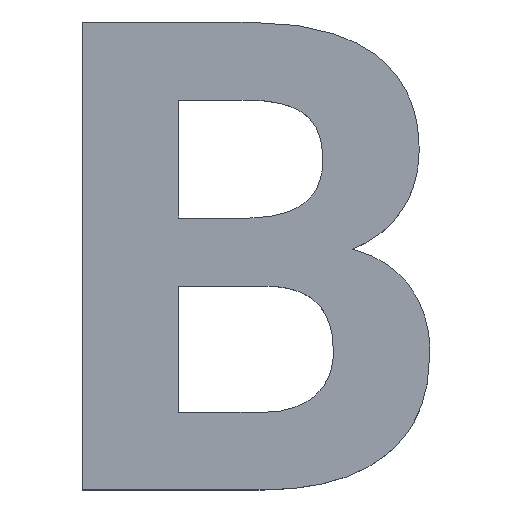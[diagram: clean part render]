
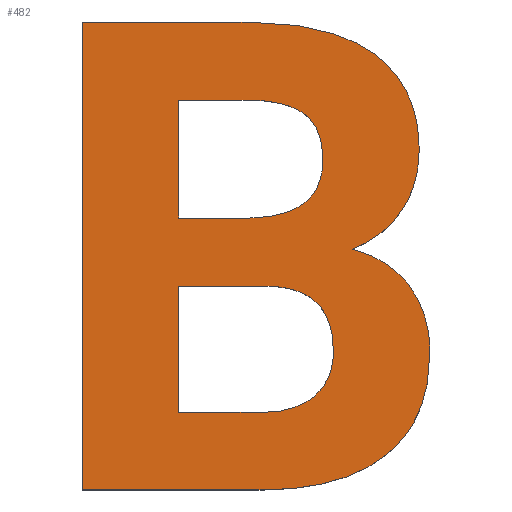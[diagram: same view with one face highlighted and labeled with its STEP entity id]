
A CAD part, top view. The second image highlights one B-rep face of the part: STEP entity #482.
In plain terms, the highlighted planar face has unit normal (0, 0, 1).
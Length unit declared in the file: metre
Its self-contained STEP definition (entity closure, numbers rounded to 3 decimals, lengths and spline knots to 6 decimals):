
#12=CIRCLE('',#504,0.001196);
#15=B_SPLINE_CURVE_WITH_KNOTS('',2,(#611,#612,#613),.UNSPECIFIED.,.F.,.F.,
(3,3),(0.,1.),.PIECEWISE_BEZIER_KNOTS.);
#17=B_SPLINE_CURVE_WITH_KNOTS('',2,(#628,#629,#630),.UNSPECIFIED.,.F.,.F.,
(3,3),(0.,1.),.PIECEWISE_BEZIER_KNOTS.);
#19=B_SPLINE_CURVE_WITH_KNOTS('',2,(#660,#661,#662),.UNSPECIFIED.,.F.,.F.,
(3,3),(0.,1.),.PIECEWISE_BEZIER_KNOTS.);
#21=B_SPLINE_CURVE_WITH_KNOTS('',2,(#677,#678,#679),.UNSPECIFIED.,.F.,.F.,
(3,3),(0.,1.),.PIECEWISE_BEZIER_KNOTS.);
#23=B_SPLINE_CURVE_WITH_KNOTS('',2,(#694,#695,#696),.UNSPECIFIED.,.F.,.F.,
(3,3),(0.,1.),.PIECEWISE_BEZIER_KNOTS.);
#25=B_SPLINE_CURVE_WITH_KNOTS('',2,(#726,#727,#728),.UNSPECIFIED.,.F.,.F.,
(3,3),(0.,1.),.PIECEWISE_BEZIER_KNOTS.);
#27=B_SPLINE_CURVE_WITH_KNOTS('',2,(#743,#744,#745),.UNSPECIFIED.,.F.,.F.,
(3,3),(0.,1.),.PIECEWISE_BEZIER_KNOTS.);
#29=B_SPLINE_CURVE_WITH_KNOTS('',2,(#760,#761,#762),.UNSPECIFIED.,.F.,.F.,
(3,3),(0.,1.),.PIECEWISE_BEZIER_KNOTS.);
#31=B_SPLINE_CURVE_WITH_KNOTS('',2,(#777,#778,#779),.UNSPECIFIED.,.F.,.F.,
(3,3),(0.,1.),.PIECEWISE_BEZIER_KNOTS.);
#33=B_SPLINE_CURVE_WITH_KNOTS('',2,(#800,#801,#802),.UNSPECIFIED.,.F.,.F.,
(3,3),(0.,1.),.PIECEWISE_BEZIER_KNOTS.);
#35=B_SPLINE_CURVE_WITH_KNOTS('',2,(#817,#818,#819),.UNSPECIFIED.,.F.,.F.,
(3,3),(0.,1.),.PIECEWISE_BEZIER_KNOTS.);
#37=B_SPLINE_CURVE_WITH_KNOTS('',2,(#834,#835,#836),.UNSPECIFIED.,.F.,.F.,
(3,3),(0.,1.),.PIECEWISE_BEZIER_KNOTS.);
#39=B_SPLINE_CURVE_WITH_KNOTS('',2,(#857,#858,#859),.UNSPECIFIED.,.F.,.F.,
(3,3),(0.,1.),.PIECEWISE_BEZIER_KNOTS.);
#169=ORIENTED_EDGE('',*,*,#224,.F.);
#170=ORIENTED_EDGE('',*,*,#228,.F.);
#171=ORIENTED_EDGE('',*,*,#231,.F.);
#172=ORIENTED_EDGE('',*,*,#234,.F.);
#173=ORIENTED_EDGE('',*,*,#237,.F.);
#174=ORIENTED_EDGE('',*,*,#240,.F.);
#175=ORIENTED_EDGE('',*,*,#243,.F.);
#176=ORIENTED_EDGE('',*,*,#246,.F.);
#177=ORIENTED_EDGE('',*,*,#249,.F.);
#178=ORIENTED_EDGE('',*,*,#252,.F.);
#179=ORIENTED_EDGE('',*,*,#257,.F.);
#180=ORIENTED_EDGE('',*,*,#208,.F.);
#181=ORIENTED_EDGE('',*,*,#212,.F.);
#182=ORIENTED_EDGE('',*,*,#215,.F.);
#183=ORIENTED_EDGE('',*,*,#218,.F.);
#184=ORIENTED_EDGE('',*,*,#221,.F.);
#185=ORIENTED_EDGE('',*,*,#255,.F.);
#186=ORIENTED_EDGE('',*,*,#192,.F.);
#187=ORIENTED_EDGE('',*,*,#196,.F.);
#188=ORIENTED_EDGE('',*,*,#199,.F.);
#189=ORIENTED_EDGE('',*,*,#202,.F.);
#190=ORIENTED_EDGE('',*,*,#205,.F.);
#191=ORIENTED_EDGE('',*,*,#259,.F.);
#192=EDGE_CURVE('',#261,#262,#307,.T.);
#196=EDGE_CURVE('',#265,#261,#311,.T.);
#199=EDGE_CURVE('',#267,#265,#314,.T.);
#202=EDGE_CURVE('',#269,#267,#15,.T.);
#205=EDGE_CURVE('',#271,#269,#17,.T.);
#208=EDGE_CURVE('',#273,#274,#319,.T.);
#212=EDGE_CURVE('',#277,#273,#323,.T.);
#215=EDGE_CURVE('',#279,#277,#19,.T.);
#218=EDGE_CURVE('',#281,#279,#21,.T.);
#221=EDGE_CURVE('',#283,#281,#23,.T.);
#224=EDGE_CURVE('',#285,#286,#329,.T.);
#228=EDGE_CURVE('',#289,#285,#333,.T.);
#231=EDGE_CURVE('',#291,#289,#25,.T.);
#234=EDGE_CURVE('',#293,#291,#27,.T.);
#237=EDGE_CURVE('',#295,#293,#29,.T.);
#240=EDGE_CURVE('',#297,#295,#31,.T.);
#243=EDGE_CURVE('',#299,#297,#12,.F.);
#246=EDGE_CURVE('',#301,#299,#33,.T.);
#249=EDGE_CURVE('',#303,#301,#35,.T.);
#252=EDGE_CURVE('',#305,#303,#37,.T.);
#255=EDGE_CURVE('',#274,#283,#344,.T.);
#257=EDGE_CURVE('',#286,#305,#346,.T.);
#259=EDGE_CURVE('',#262,#271,#39,.T.);
#261=VERTEX_POINT('',#584);
#262=VERTEX_POINT('',#585);
#265=VERTEX_POINT('',#593);
#267=VERTEX_POINT('',#599);
#269=VERTEX_POINT('',#614);
#271=VERTEX_POINT('',#631);
#273=VERTEX_POINT('',#639);
#274=VERTEX_POINT('',#640);
#277=VERTEX_POINT('',#648);
#279=VERTEX_POINT('',#663);
#281=VERTEX_POINT('',#680);
#283=VERTEX_POINT('',#697);
#285=VERTEX_POINT('',#705);
#286=VERTEX_POINT('',#706);
#289=VERTEX_POINT('',#714);
#291=VERTEX_POINT('',#729);
#293=VERTEX_POINT('',#746);
#295=VERTEX_POINT('',#763);
#297=VERTEX_POINT('',#780);
#299=VERTEX_POINT('',#788);
#301=VERTEX_POINT('',#803);
#303=VERTEX_POINT('',#820);
#305=VERTEX_POINT('',#837);
#307=LINE('',#583,#348);
#311=LINE('',#592,#352);
#314=LINE('',#598,#355);
#319=LINE('',#638,#360);
#323=LINE('',#647,#364);
#329=LINE('',#704,#370);
#333=LINE('',#713,#374);
#344=LINE('',#844,#385);
#346=LINE('',#847,#387);
#348=VECTOR('',#514,1.);
#352=VECTOR('',#520,1.);
#355=VECTOR('',#525,1.);
#360=VECTOR('',#532,1.);
#364=VECTOR('',#538,1.);
#370=VECTOR('',#546,1.);
#374=VECTOR('',#552,1.);
#385=VECTOR('',#571,1.);
#387=VECTOR('',#575,1.);
#415=EDGE_LOOP('',(#169,#170,#171,#172,#173,#174,#175,#176,#177,#178,#179));
#416=EDGE_LOOP('',(#180,#181,#182,#183,#184,#185));
#417=EDGE_LOOP('',(#186,#187,#188,#189,#190,#191));
#444=FACE_BOUND('',#415,.T.);
#445=FACE_BOUND('',#416,.T.);
#446=FACE_BOUND('',#417,.T.);
#457=PLANE('',#509);
#482=ADVANCED_FACE('',(#444,#445,#446),#457,.T.);
#504=AXIS2_PLACEMENT_3D('',#787,#561,#562);
#509=AXIS2_PLACEMENT_3D('',#864,#579,#580);
#514=DIRECTION('',(1.,0.,0.));
#520=DIRECTION('',(0.,-1.,0.));
#525=DIRECTION('',(-1.,0.,0.));
#532=DIRECTION('',(0.,-1.,0.));
#538=DIRECTION('',(-1.,0.,0.));
#546=DIRECTION('',(0.,1.,0.));
#552=DIRECTION('',(-1.,0.,0.));
#561=DIRECTION('',(0.,0.,1.));
#562=DIRECTION('',(1.,0.,0.));
#571=DIRECTION('',(1.,0.,0.));
#575=DIRECTION('',(1.,0.,0.));
#579=DIRECTION('',(0.,0.,1.));
#580=DIRECTION('',(1.,0.,0.));
#583=CARTESIAN_POINT('',(0.109209,-0.048398,0.0095));
#584=CARTESIAN_POINT('',(0.108788,-0.048398,0.0095));
#585=CARTESIAN_POINT('',(0.109631,-0.048398,0.0095));
#592=CARTESIAN_POINT('',(0.108788,-0.047701,0.0095));
#593=CARTESIAN_POINT('',(0.108788,-0.047004,0.0095));
#598=CARTESIAN_POINT('',(0.109186,-0.047004,0.0095));
#599=CARTESIAN_POINT('',(0.109585,-0.047004,0.0095));
#611=CARTESIAN_POINT('',(0.110274,-0.047169,0.0095));
#612=CARTESIAN_POINT('',(0.110056,-0.047004,0.0095));
#613=CARTESIAN_POINT('',(0.109585,-0.047004,0.0095));
#614=CARTESIAN_POINT('',(0.110274,-0.047169,0.0095));
#628=CARTESIAN_POINT('',(0.110493,-0.047711,0.0095));
#629=CARTESIAN_POINT('',(0.110493,-0.047335,0.0095));
#630=CARTESIAN_POINT('',(0.110274,-0.047169,0.0095));
#631=CARTESIAN_POINT('',(0.110493,-0.047711,0.0095));
#638=CARTESIAN_POINT('',(0.108788,-0.04995,0.0095));
#639=CARTESIAN_POINT('',(0.108788,-0.049204,0.0095));
#640=CARTESIAN_POINT('',(0.108788,-0.050696,0.0095));
#647=CARTESIAN_POINT('',(0.10931,-0.049204,0.0095));
#648=CARTESIAN_POINT('',(0.109831,-0.049204,0.0095));
#660=CARTESIAN_POINT('',(0.110618,-0.049974,0.0095));
#661=CARTESIAN_POINT('',(0.110618,-0.049215,0.0095));
#662=CARTESIAN_POINT('',(0.109831,-0.049204,0.0095));
#663=CARTESIAN_POINT('',(0.110618,-0.049974,0.0095));
#677=CARTESIAN_POINT('',(0.110392,-0.050504,0.0095));
#678=CARTESIAN_POINT('',(0.110618,-0.050312,0.0095));
#679=CARTESIAN_POINT('',(0.110618,-0.049974,0.0095));
#680=CARTESIAN_POINT('',(0.110392,-0.050504,0.0095));
#694=CARTESIAN_POINT('',(0.109763,-0.050696,0.0095));
#695=CARTESIAN_POINT('',(0.110166,-0.050696,0.0095));
#696=CARTESIAN_POINT('',(0.110392,-0.050504,0.0095));
#697=CARTESIAN_POINT('',(0.109763,-0.050696,0.0095));
#704=CARTESIAN_POINT('',(0.107648,-0.048847,0.0095));
#705=CARTESIAN_POINT('',(0.107648,-0.051611,0.0095));
#706=CARTESIAN_POINT('',(0.107648,-0.046082,0.0095));
#713=CARTESIAN_POINT('',(0.108723,-0.051611,0.0095));
#714=CARTESIAN_POINT('',(0.109797,-0.051611,0.0095));
#726=CARTESIAN_POINT('',(0.111249,-0.051194,0.0095));
#727=CARTESIAN_POINT('',(0.110739,-0.051604,0.0095));
#728=CARTESIAN_POINT('',(0.109797,-0.051611,0.0095));
#729=CARTESIAN_POINT('',(0.111249,-0.051194,0.0095));
#743=CARTESIAN_POINT('',(0.111758,-0.049985,0.0095));
#744=CARTESIAN_POINT('',(0.111758,-0.050784,0.0095));
#745=CARTESIAN_POINT('',(0.111249,-0.051194,0.0095));
#746=CARTESIAN_POINT('',(0.111758,-0.049985,0.0095));
#760=CARTESIAN_POINT('',(0.111512,-0.049196,0.0095));
#761=CARTESIAN_POINT('',(0.111758,-0.049519,0.0095));
#762=CARTESIAN_POINT('',(0.111758,-0.049985,0.0095));
#763=CARTESIAN_POINT('',(0.111512,-0.049196,0.0095));
#777=CARTESIAN_POINT('',(0.110841,-0.048766,0.0095));
#778=CARTESIAN_POINT('',(0.111267,-0.048873,0.0095));
#779=CARTESIAN_POINT('',(0.111512,-0.049196,0.0095));
#780=CARTESIAN_POINT('',(0.110841,-0.048766,0.0095));
#787=CARTESIAN_POINT('',(0.110434,-0.04764,0.0095));
#788=CARTESIAN_POINT('',(0.111423,-0.048313,0.0095));
#800=CARTESIAN_POINT('',(0.111631,-0.047597,0.0095));
#801=CARTESIAN_POINT('',(0.111631,-0.048003,0.0095));
#802=CARTESIAN_POINT('',(0.111423,-0.048313,0.0095));
#803=CARTESIAN_POINT('',(0.111631,-0.047597,0.0095));
#817=CARTESIAN_POINT('',(0.111111,-0.046467,0.0095));
#818=CARTESIAN_POINT('',(0.111631,-0.046852,0.0095));
#819=CARTESIAN_POINT('',(0.111631,-0.047597,0.0095));
#820=CARTESIAN_POINT('',(0.111111,-0.046467,0.0095));
#834=CARTESIAN_POINT('',(0.109585,-0.046082,0.0095));
#835=CARTESIAN_POINT('',(0.110591,-0.046082,0.0095));
#836=CARTESIAN_POINT('',(0.111111,-0.046467,0.0095));
#837=CARTESIAN_POINT('',(0.109585,-0.046082,0.0095));
#844=CARTESIAN_POINT('',(0.109276,-0.050696,0.0095));
#847=CARTESIAN_POINT('',(0.108616,-0.046082,0.0095));
#857=CARTESIAN_POINT('',(0.109631,-0.048398,0.0095));
#858=CARTESIAN_POINT('',(0.110493,-0.048384,0.0095));
#859=CARTESIAN_POINT('',(0.110493,-0.047711,0.0095));
#864=CARTESIAN_POINT('',(0.104891,-0.015824,0.0095));
